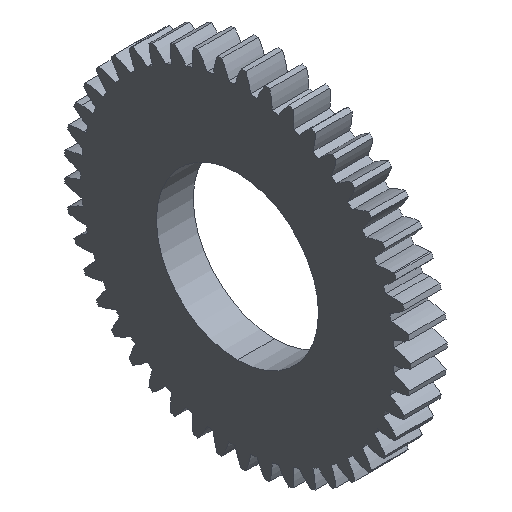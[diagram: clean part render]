
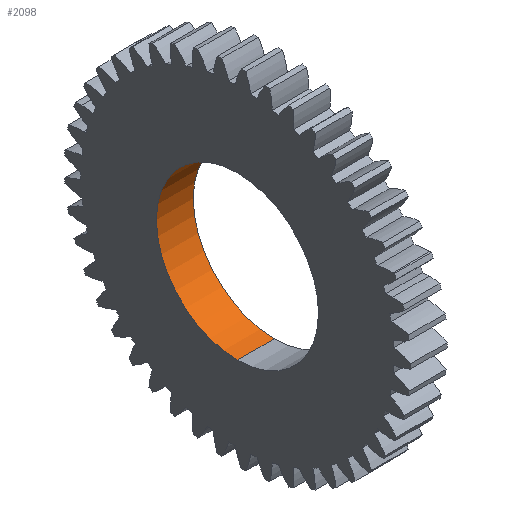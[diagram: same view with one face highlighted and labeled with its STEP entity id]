
A CAD part, isometric view. The second image highlights one B-rep face of the part: STEP entity #2098.
In plain terms, the highlighted cylindrical face has radius 11 mm (diameter 22 mm), a partial arc.
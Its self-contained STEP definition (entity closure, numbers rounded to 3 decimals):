
#119 = ORIENTED_EDGE ( 'NONE', *, *, #2173, .T. ) ;
#295 = LINE ( 'NONE', #2223, #4375 ) ;
#617 = CYLINDRICAL_SURFACE ( 'NONE', #5081, 11. ) ;
#747 = VERTEX_POINT ( 'NONE', #6477 ) ;
#789 = CARTESIAN_POINT ( 'NONE',  ( 0., 0., 0. ) ) ;
#889 = ORIENTED_EDGE ( 'NONE', *, *, #3942, .T. ) ;
#905 = CARTESIAN_POINT ( 'NONE',  ( 5., 0., -11. ) ) ;
#1207 = DIRECTION ( 'NONE',  ( -1., 0., 0. ) ) ;
#1303 = DIRECTION ( 'NONE',  ( 0., 0., -1. ) ) ;
#1418 = ORIENTED_EDGE ( 'NONE', *, *, #2231, .T. ) ;
#1522 = CARTESIAN_POINT ( 'NONE',  ( 0., 0., -11. ) ) ;
#1664 = DIRECTION ( 'NONE',  ( 0., 0., 1. ) ) ;
#1801 = VECTOR ( 'NONE', #5708, 1000. ) ;
#2098 = ADVANCED_FACE ( 'NONE', ( #3486 ), #617, .F. ) ;
#2173 = EDGE_CURVE ( 'NONE', #5196, #747, #295, .T. ) ;
#2198 = AXIS2_PLACEMENT_3D ( 'NONE', #2300, #5367, #2801 ) ;
#2207 = DIRECTION ( 'NONE',  ( -1., 0., 0. ) ) ;
#2223 = CARTESIAN_POINT ( 'NONE',  ( 50., 0., 11. ) ) ;
#2231 = EDGE_CURVE ( 'NONE', #6178, #5196, #5414, .T. ) ;
#2248 = CARTESIAN_POINT ( 'NONE',  ( 50., 0., 0. ) ) ;
#2300 = CARTESIAN_POINT ( 'NONE',  ( 5., 0., 0. ) ) ;
#2801 = DIRECTION ( 'NONE',  ( 0., 0., 1. ) ) ;
#3141 = LINE ( 'NONE', #6220, #1801 ) ;
#3486 = FACE_OUTER_BOUND ( 'NONE', #4453, .T. ) ;
#3584 = EDGE_CURVE ( 'NONE', #6178, #5698, #3141, .T. ) ;
#3942 = EDGE_CURVE ( 'NONE', #747, #5698, #5467, .T. ) ;
#3976 = AXIS2_PLACEMENT_3D ( 'NONE', #789, #4359, #1303 ) ;
#4359 = DIRECTION ( 'NONE',  ( -1., 0., 0. ) ) ;
#4375 = VECTOR ( 'NONE', #1207, 1000. ) ;
#4453 = EDGE_LOOP ( 'NONE', ( #5192, #1418, #119, #889 ) ) ;
#5081 = AXIS2_PLACEMENT_3D ( 'NONE', #2248, #2207, #1664 ) ;
#5134 = CARTESIAN_POINT ( 'NONE',  ( 5., 0., 11. ) ) ;
#5192 = ORIENTED_EDGE ( 'NONE', *, *, #3584, .F. ) ;
#5196 = VERTEX_POINT ( 'NONE', #5134 ) ;
#5367 = DIRECTION ( 'NONE',  ( 1., 0., 0. ) ) ;
#5414 = CIRCLE ( 'NONE', #2198, 11. ) ;
#5467 = CIRCLE ( 'NONE', #3976, 11. ) ;
#5698 = VERTEX_POINT ( 'NONE', #1522 ) ;
#5708 = DIRECTION ( 'NONE',  ( -1., 0., 0. ) ) ;
#6178 = VERTEX_POINT ( 'NONE', #905 ) ;
#6220 = CARTESIAN_POINT ( 'NONE',  ( 50., 0., -11. ) ) ;
#6477 = CARTESIAN_POINT ( 'NONE',  ( 0., 0., 11. ) ) ;
